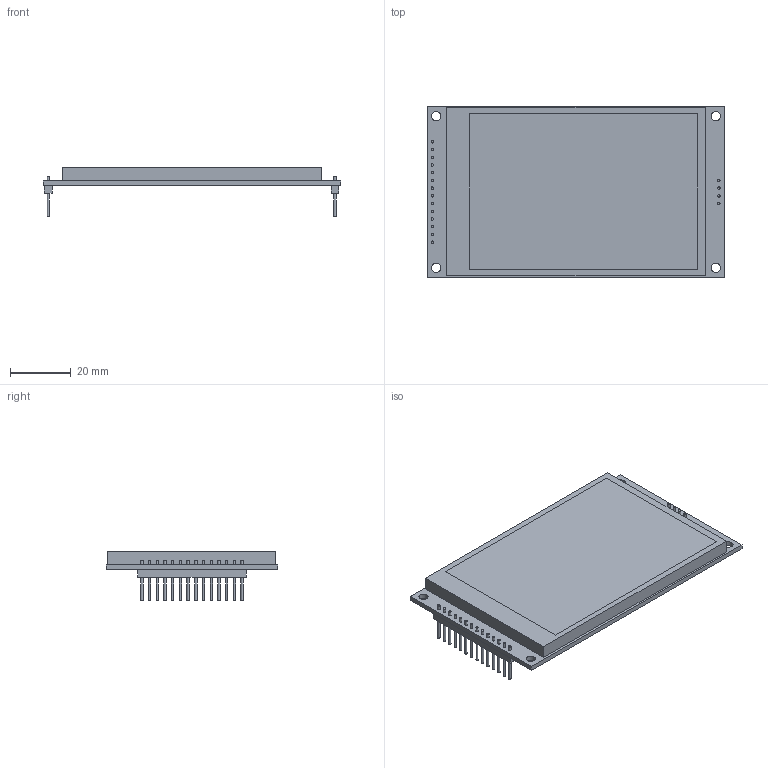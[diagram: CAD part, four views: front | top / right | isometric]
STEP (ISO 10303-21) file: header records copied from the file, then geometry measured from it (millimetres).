
FILE_DESCRIPTION(/* description */ (''),/* implementation_level */ '2;1');
FILE_NAME(/* name */ '3.5inch LCD Display Module SPI TFT ILI9488 65K Color Expandable Screen Panel HD v1.step',/* time_stamp */ '2020-06-22T13:02:02+02:00',/* author */ (''),/* organization */ (''),/* preprocessor_version */ 'ST-DEVELOPER v18.1',/* originating_system */ 'Autodesk Translation Framework v9.3.0.1241',/* authorisation */ '');
FILE_SCHEMA (('AUTOMOTIVE_DESIGN { 1 0 10303 214 3 1 1 }'));
Length unit declared in the file: millimetre
Products named in the file (1): 3.5inch LCD Display Module SPI TFT ILI9488 65K Color Expandable Scree
n Panel HD
Bounding box: 98 x 56.5 x 15.94 mm (x, y, z)
Volume: 29537.8 mm3; surface area: 23400.7 mm2
Topology: 22 solids, 22 shells, 119 faces, 226 edges, 152 vertices
Faces by surface type: plane 61, cylinder 58
Full cylindrical faces by diameter (mm): 0.8 x54, 3 x4
Entity records: 3250 total; most frequent: DIRECTION 582, CARTESIAN_POINT 498, ORIENTED_EDGE 452, AXIS2_PLACEMENT_3D 236, EDGE_CURVE 226, EDGE_LOOP 200, VERTEX_POINT 152, FACE_OUTER_BOUND 119
